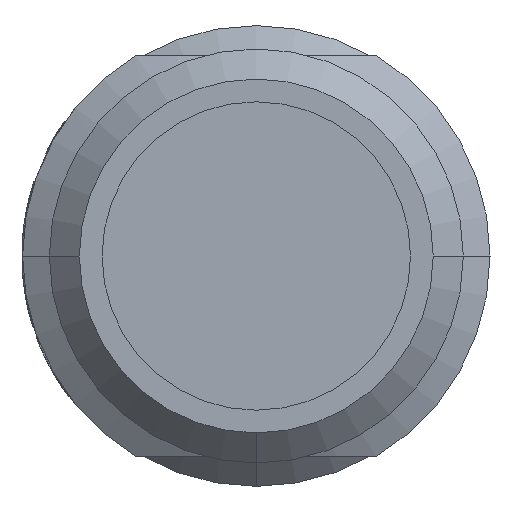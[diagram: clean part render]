
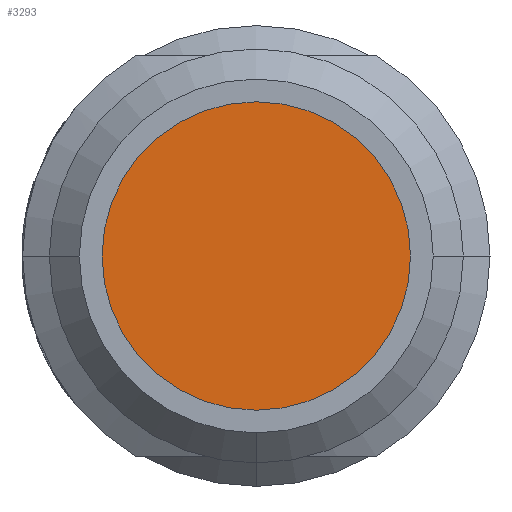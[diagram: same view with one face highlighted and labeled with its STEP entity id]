
A CAD part, left-side view. The second image highlights one B-rep face of the part: STEP entity #3293.
In plain terms, the highlighted planar face has unit normal (-1, 0, 0).
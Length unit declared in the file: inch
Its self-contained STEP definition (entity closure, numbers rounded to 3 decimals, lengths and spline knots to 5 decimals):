
#124 = VERTEX_POINT ( 'NONE', #223 ) ;
#223 = CARTESIAN_POINT ( 'NONE',  ( 0.07677, -0.09094, 0. ) ) ;
#503 = ORIENTED_EDGE ( 'NONE', *, *, #5528, .T. ) ;
#1015 = EDGE_CURVE ( 'NONE', #6375, #5612, #6293, .T. ) ;
#1332 = DIRECTION ( 'NONE',  ( -1., 0., 0. ) ) ;
#1601 = ORIENTED_EDGE ( 'NONE', *, *, #1015, .T. ) ;
#2110 = EDGE_LOOP ( 'NONE', ( #4212, #503, #1601 ) ) ;
#2351 = DIRECTION ( 'NONE',  ( 0., 0., 1. ) ) ;
#2413 = FACE_OUTER_BOUND ( 'NONE', #2110, .T. ) ;
#2446 = CIRCLE ( 'NONE', #4798, 0.09094 ) ;
#2755 = AXIS2_PLACEMENT_3D ( 'NONE', #3491, #1332, #2351 ) ;
#2888 = CARTESIAN_POINT ( 'NONE',  ( 0.07677, 0., 0. ) ) ;
#3293 = ADVANCED_FACE ( 'NONE', ( #2413 ), #4903, .T. ) ;
#3491 = CARTESIAN_POINT ( 'NONE',  ( 0.07677, 0., 0. ) ) ;
#3856 = AXIS2_PLACEMENT_3D ( 'NONE', #5549, #4365, #6427 ) ;
#3871 = DIRECTION ( 'NONE',  ( 0., 0., 1. ) ) ;
#4212 = ORIENTED_EDGE ( 'NONE', *, *, #4224, .T. ) ;
#4224 = EDGE_CURVE ( 'NONE', #5612, #124, #2446, .T. ) ;
#4365 = DIRECTION ( 'NONE',  ( -1., 0., 0. ) ) ;
#4418 = CARTESIAN_POINT ( 'NONE',  ( 0.07677, 0.09094, 0. ) ) ;
#4430 = DIRECTION ( 'NONE',  ( -1., 0., 0. ) ) ;
#4435 = DIRECTION ( 'NONE',  ( -1., 0., 0. ) ) ;
#4798 = AXIS2_PLACEMENT_3D ( 'NONE', #2888, #4435, #3871 ) ;
#4903 = PLANE ( 'NONE',  #2755 ) ;
#4934 = CARTESIAN_POINT ( 'NONE',  ( 0.07677, 0., 0. ) ) ;
#5109 = AXIS2_PLACEMENT_3D ( 'NONE', #4934, #4430, #5303 ) ;
#5227 = CARTESIAN_POINT ( 'NONE',  ( 0.07677, 0., 0.09094 ) ) ;
#5303 = DIRECTION ( 'NONE',  ( 0., 0., 1. ) ) ;
#5528 = EDGE_CURVE ( 'NONE', #124, #6375, #6544, .T. ) ;
#5549 = CARTESIAN_POINT ( 'NONE',  ( 0.07677, 0., 0. ) ) ;
#5612 = VERTEX_POINT ( 'NONE', #4418 ) ;
#6293 = CIRCLE ( 'NONE', #5109, 0.09094 ) ;
#6375 = VERTEX_POINT ( 'NONE', #5227 ) ;
#6427 = DIRECTION ( 'NONE',  ( 0., 0., 1. ) ) ;
#6544 = CIRCLE ( 'NONE', #3856, 0.09094 ) ;
